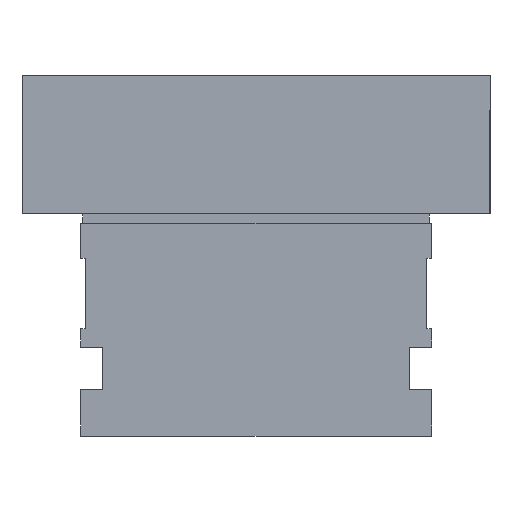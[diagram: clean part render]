
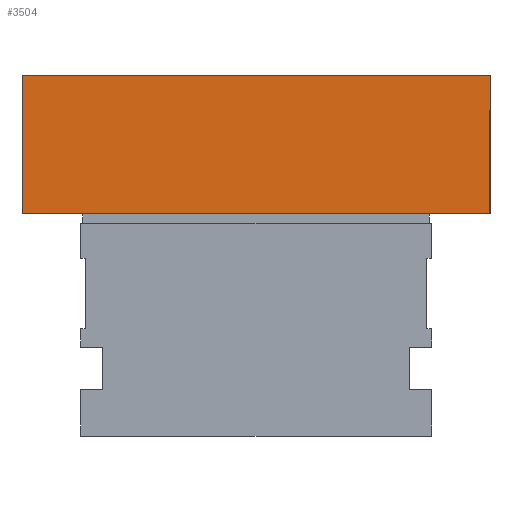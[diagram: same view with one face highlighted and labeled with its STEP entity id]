
A CAD part, front view. The second image highlights one B-rep face of the part: STEP entity #3504.
In plain terms, the highlighted face is planar.
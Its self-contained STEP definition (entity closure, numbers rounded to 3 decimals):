
#80 = LINE ( 'NONE', #2085, #1953 ) ;
#107 = CARTESIAN_POINT ( 'NONE',  ( -92.5, 100., 59. ) ) ;
#111 = VECTOR ( 'NONE', #5978, 1000. ) ;
#472 = CARTESIAN_POINT ( 'NONE',  ( -92.5, -100., 0. ) ) ;
#719 = EDGE_CURVE ( 'NONE', #6166, #3481, #2766, .T. ) ;
#727 = CARTESIAN_POINT ( 'NONE',  ( -92.5, -100., 59. ) ) ;
#816 = CARTESIAN_POINT ( 'NONE',  ( -92.5, -100., 59. ) ) ;
#1108 = LINE ( 'NONE', #727, #2263 ) ;
#1109 = DIRECTION ( 'NONE',  ( 1., 0., 0. ) ) ;
#1953 = VECTOR ( 'NONE', #2038, 1000. ) ;
#2038 = DIRECTION ( 'NONE',  ( 0., 0., -1. ) ) ;
#2085 = CARTESIAN_POINT ( 'NONE',  ( -92.5, 100., 59. ) ) ;
#2105 = VECTOR ( 'NONE', #2570, 1000. ) ;
#2263 = VECTOR ( 'NONE', #5193, 1000. ) ;
#2339 = LINE ( 'NONE', #3626, #2105 ) ;
#2570 = DIRECTION ( 'NONE',  ( 0., 0., 1. ) ) ;
#2766 = LINE ( 'NONE', #3467, #111 ) ;
#3146 = CARTESIAN_POINT ( 'NONE',  ( -92.5, 100., 0. ) ) ;
#3250 = AXIS2_PLACEMENT_3D ( 'NONE', #107, #1109, #4605 ) ;
#3441 = EDGE_CURVE ( 'NONE', #6166, #5908, #2339, .T. ) ;
#3467 = CARTESIAN_POINT ( 'NONE',  ( -92.5, 100., 0. ) ) ;
#3481 = VERTEX_POINT ( 'NONE', #3146 ) ;
#3504 = ADVANCED_FACE ( 'NONE', ( #5017 ), #4087, .F. ) ;
#3619 = EDGE_CURVE ( 'NONE', #4323, #5908, #1108, .T. ) ;
#3626 = CARTESIAN_POINT ( 'NONE',  ( -92.5, -100., 59. ) ) ;
#3718 = ORIENTED_EDGE ( 'NONE', *, *, #3619, .F. ) ;
#3978 = EDGE_CURVE ( 'NONE', #4323, #3481, #80, .T. ) ;
#4087 = PLANE ( 'NONE',  #3250 ) ;
#4230 = ORIENTED_EDGE ( 'NONE', *, *, #3978, .T. ) ;
#4323 = VERTEX_POINT ( 'NONE', #5487 ) ;
#4474 = EDGE_LOOP ( 'NONE', ( #5654, #3718, #4230, #4618 ) ) ;
#4605 = DIRECTION ( 'NONE',  ( 0., 0., -1. ) ) ;
#4618 = ORIENTED_EDGE ( 'NONE', *, *, #719, .F. ) ;
#5017 = FACE_OUTER_BOUND ( 'NONE', #4474, .T. ) ;
#5193 = DIRECTION ( 'NONE',  ( 0., -1., 0. ) ) ;
#5487 = CARTESIAN_POINT ( 'NONE',  ( -92.5, 100., 59. ) ) ;
#5654 = ORIENTED_EDGE ( 'NONE', *, *, #3441, .T. ) ;
#5908 = VERTEX_POINT ( 'NONE', #816 ) ;
#5978 = DIRECTION ( 'NONE',  ( 0., 1., 0. ) ) ;
#6166 = VERTEX_POINT ( 'NONE', #472 ) ;
